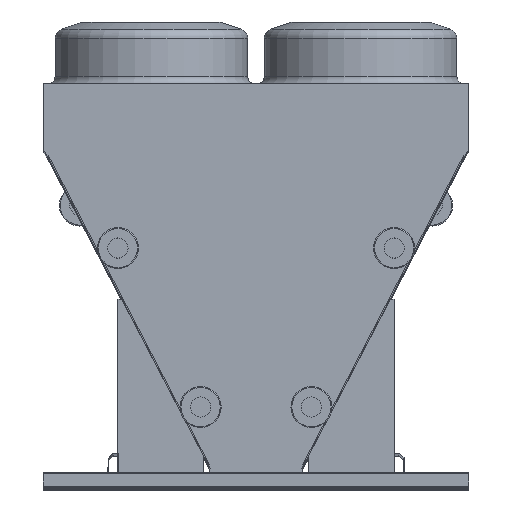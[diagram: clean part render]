
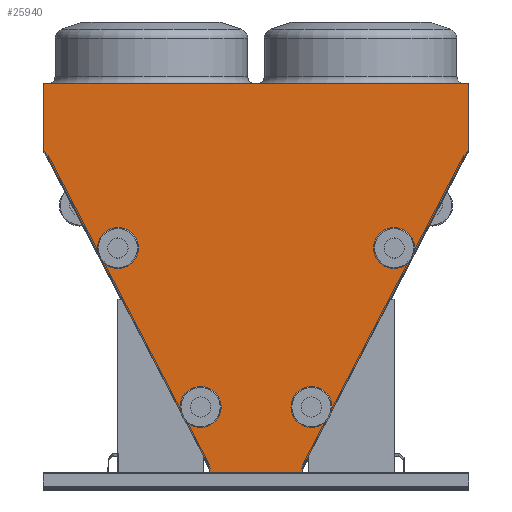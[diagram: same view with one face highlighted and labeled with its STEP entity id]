
A CAD part, top view. The second image highlights one B-rep face of the part: STEP entity #25940.
In plain terms, the highlighted planar face has unit normal (0, 0, 1).
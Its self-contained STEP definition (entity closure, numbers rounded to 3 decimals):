
#347 = DIRECTION ( 'NONE',  ( -0.463, 0.886, 0. ) ) ;
#1015 = CARTESIAN_POINT ( 'NONE',  ( 1136.15, 2083.62, 0. ) ) ;
#1569 = LINE ( 'NONE', #32583, #33144 ) ;
#1732 = DIRECTION ( 'NONE',  ( 0.462, 0.887, 0. ) ) ;
#1885 = ORIENTED_EDGE ( 'NONE', *, *, #23569, .T. ) ;
#2123 = DIRECTION ( 'NONE',  ( -1., 0., 0. ) ) ;
#2655 = EDGE_CURVE ( 'NONE', #29745, #33452, #37932, .T. ) ;
#2801 = VECTOR ( 'NONE', #27093, 1000. ) ;
#3139 = DIRECTION ( 'NONE',  ( 0.462, -0.887, 0. ) ) ;
#3166 = ORIENTED_EDGE ( 'NONE', *, *, #7808, .T. ) ;
#3410 = CARTESIAN_POINT ( 'NONE',  ( 279.893, 1.482, 0. ) ) ;
#3816 = LINE ( 'NONE', #29245, #10993 ) ;
#4000 = CARTESIAN_POINT ( 'NONE',  ( -1127.739, 1711.053, 0. ) ) ;
#5484 = CARTESIAN_POINT ( 'NONE',  ( 279.893, 0., 0. ) ) ;
#5557 = CARTESIAN_POINT ( 'NONE',  ( 246.893, 17.358, 0. ) ) ;
#6041 = ORIENTED_EDGE ( 'NONE', *, *, #10070, .T. ) ;
#6238 = DIRECTION ( 'NONE',  ( 0.462, 0.887, 0. ) ) ;
#6287 = VECTOR ( 'NONE', #7119, 1000. ) ;
#6453 = DIRECTION ( 'NONE',  ( 0., -1., 0. ) ) ;
#6521 = LINE ( 'NONE', #21582, #21809 ) ;
#6706 = ORIENTED_EDGE ( 'NONE', *, *, #39085, .T. ) ;
#7119 = DIRECTION ( 'NONE',  ( 0., 1., 0. ) ) ;
#7167 = ORIENTED_EDGE ( 'NONE', *, *, #13733, .T. ) ;
#7550 = DIRECTION ( 'NONE',  ( -1., 0., 0. ) ) ;
#7600 = VERTEX_POINT ( 'NONE', #38175 ) ;
#7808 = EDGE_CURVE ( 'NONE', #7995, #31125, #35301, .T. ) ;
#7822 = EDGE_CURVE ( 'NONE', #36191, #18430, #18078, .T. ) ;
#7995 = VERTEX_POINT ( 'NONE', #30957 ) ;
#8281 = LINE ( 'NONE', #3410, #15431 ) ;
#9590 = VECTOR ( 'NONE', #25365, 1000. ) ;
#9900 = ORIENTED_EDGE ( 'NONE', *, *, #27429, .T. ) ;
#9933 = VERTEX_POINT ( 'NONE', #11290 ) ;
#10070 = EDGE_CURVE ( 'NONE', #17639, #14328, #18840, .T. ) ;
#10080 = CARTESIAN_POINT ( 'NONE',  ( 1127.607, 1711.053, 0. ) ) ;
#10607 = CARTESIAN_POINT ( 'NONE',  ( -1136.282, 2083.62, 0. ) ) ;
#10993 = VECTOR ( 'NONE', #35371, 1000. ) ;
#11290 = CARTESIAN_POINT ( 'NONE',  ( -279.893, 0., 0. ) ) ;
#11652 = VECTOR ( 'NONE', #29590, 1000. ) ;
#12007 = CARTESIAN_POINT ( 'NONE',  ( -246.893, 17.358, 0. ) ) ;
#12678 = AXIS2_PLACEMENT_3D ( 'NONE', #38708, #20424, #2123 ) ;
#13422 = CARTESIAN_POINT ( 'NONE',  ( 246.893, 17.358, 0. ) ) ;
#13581 = CARTESIAN_POINT ( 'NONE',  ( -279.893, 0., 0. ) ) ;
#13676 = DIRECTION ( 'NONE',  ( -1., 0., 0. ) ) ;
#13733 = EDGE_CURVE ( 'NONE', #30326, #17639, #1569, .T. ) ;
#13969 = ORIENTED_EDGE ( 'NONE', *, *, #26448, .T. ) ;
#14281 = DIRECTION ( 'NONE',  ( 0.887, -0.462, 0. ) ) ;
#14328 = VERTEX_POINT ( 'NONE', #29470 ) ;
#14555 = FACE_OUTER_BOUND ( 'NONE', #25221, .T. ) ;
#14621 = VERTEX_POINT ( 'NONE', #37026 ) ;
#14932 = DIRECTION ( 'NONE',  ( 0., 1., 0. ) ) ;
#15431 = VECTOR ( 'NONE', #36933, 1000. ) ;
#15492 = CARTESIAN_POINT ( 'NONE',  ( 245.39, 20.232, 0. ) ) ;
#16242 = VECTOR ( 'NONE', #31867, 1000. ) ;
#17224 = CARTESIAN_POINT ( 'NONE',  ( -1136.282, 1727.462, 0. ) ) ;
#17548 = VECTOR ( 'NONE', #36169, 1000. ) ;
#17639 = VERTEX_POINT ( 'NONE', #10080 ) ;
#18078 = LINE ( 'NONE', #36276, #28157 ) ;
#18253 = EDGE_CURVE ( 'NONE', #7600, #31485, #34771, .T. ) ;
#18430 = VERTEX_POINT ( 'NONE', #18929 ) ;
#18572 = CARTESIAN_POINT ( 'NONE',  ( -1127.739, 1711.053, 0. ) ) ;
#18630 = ORIENTED_EDGE ( 'NONE', *, *, #18253, .T. ) ;
#18840 = LINE ( 'NONE', #20061, #26044 ) ;
#18847 = EDGE_CURVE ( 'NONE', #33452, #7600, #6521, .T. ) ;
#18929 = CARTESIAN_POINT ( 'NONE',  ( 279.893, 1.482, 0. ) ) ;
#19805 = EDGE_CURVE ( 'NONE', #20241, #30271, #37912, .T. ) ;
#19839 = LINE ( 'NONE', #37007, #26058 ) ;
#20043 = EDGE_CURVE ( 'NONE', #27664, #30326, #39314, .T. ) ;
#20061 = CARTESIAN_POINT ( 'NONE',  ( 1127.607, 1711.053, 0. ) ) ;
#20241 = VERTEX_POINT ( 'NONE', #25621 ) ;
#20424 = DIRECTION ( 'NONE',  ( 0., 0., -1. ) ) ;
#20644 = LINE ( 'NONE', #28497, #6287 ) ;
#21530 = EDGE_CURVE ( 'NONE', #14328, #36506, #20644, .T. ) ;
#21582 = CARTESIAN_POINT ( 'NONE',  ( -245.403, 20.223, 0. ) ) ;
#21657 = VECTOR ( 'NONE', #29538, 1000. ) ;
#21809 = VECTOR ( 'NONE', #3139, 1000. ) ;
#21896 = VECTOR ( 'NONE', #7550, 1000. ) ;
#22797 = EDGE_CURVE ( 'NONE', #14621, #9933, #25308, .T. ) ;
#23435 = CARTESIAN_POINT ( 'NONE',  ( -1127.739, 1711.053, 0. ) ) ;
#23569 = EDGE_CURVE ( 'NONE', #36506, #20241, #38148, .T. ) ;
#23907 = ORIENTED_EDGE ( 'NONE', *, *, #38921, .T. ) ;
#24062 = ORIENTED_EDGE ( 'NONE', *, *, #27903, .T. ) ;
#24454 = VECTOR ( 'NONE', #6453, 1000. ) ;
#25221 = EDGE_LOOP ( 'NONE', ( #35972, #23907, #37132, #38692, #18630, #24062, #13969, #37602, #6706, #33775, #9900, #3166, #34975, #35488, #7167, #6041, #29139, #1885 ) ) ;
#25308 = LINE ( 'NONE', #13581, #16242 ) ;
#25365 = DIRECTION ( 'NONE',  ( 0.462, -0.887, 0. ) ) ;
#25612 = EDGE_CURVE ( 'NONE', #31125, #27664, #19839, .T. ) ;
#25621 = CARTESIAN_POINT ( 'NONE',  ( -1136.282, 2083.62, 0. ) ) ;
#25940 = ADVANCED_FACE ( 'NONE', ( #14555 ), #29525, .F. ) ;
#26044 = VECTOR ( 'NONE', #1732, 1000. ) ;
#26058 = VECTOR ( 'NONE', #347, 1000. ) ;
#26448 = EDGE_CURVE ( 'NONE', #35902, #14621, #39310, .T. ) ;
#27093 = DIRECTION ( 'NONE',  ( 0., 1., 0. ) ) ;
#27429 = EDGE_CURVE ( 'NONE', #18430, #7995, #8281, .T. ) ;
#27664 = VERTEX_POINT ( 'NONE', #32125 ) ;
#27694 = CARTESIAN_POINT ( 'NONE',  ( -246.893, 17.358, 0. ) ) ;
#27903 = EDGE_CURVE ( 'NONE', #31485, #35902, #38790, .T. ) ;
#28157 = VECTOR ( 'NONE', #14932, 1000. ) ;
#28497 = CARTESIAN_POINT ( 'NONE',  ( 1136.15, 2083.62, 0. ) ) ;
#29139 = ORIENTED_EDGE ( 'NONE', *, *, #21530, .T. ) ;
#29245 = CARTESIAN_POINT ( 'NONE',  ( 279.893, 0., 0. ) ) ;
#29470 = CARTESIAN_POINT ( 'NONE',  ( 1136.15, 1727.462, 0. ) ) ;
#29525 = PLANE ( 'NONE',  #12678 ) ;
#29538 = DIRECTION ( 'NONE',  ( 0., -1., 0. ) ) ;
#29590 = DIRECTION ( 'NONE',  ( 0.887, 0.462, 0. ) ) ;
#29745 = VERTEX_POINT ( 'NONE', #18572 ) ;
#30266 = VECTOR ( 'NONE', #6238, 1000. ) ;
#30271 = VERTEX_POINT ( 'NONE', #36559 ) ;
#30326 = VERTEX_POINT ( 'NONE', #30722 ) ;
#30722 = CARTESIAN_POINT ( 'NONE',  ( 1126.218, 1711.776, 0. ) ) ;
#30957 = CARTESIAN_POINT ( 'NONE',  ( 246.893, 1.482, 0. ) ) ;
#31125 = VERTEX_POINT ( 'NONE', #13422 ) ;
#31212 = VECTOR ( 'NONE', #13676, 1000. ) ;
#31485 = VERTEX_POINT ( 'NONE', #31851 ) ;
#31851 = CARTESIAN_POINT ( 'NONE',  ( -246.893, 17.358, 0. ) ) ;
#31867 = DIRECTION ( 'NONE',  ( 0., -1., 0. ) ) ;
#31953 = CARTESIAN_POINT ( 'NONE',  ( -279.893, 1.482, 0. ) ) ;
#32125 = CARTESIAN_POINT ( 'NONE',  ( 245.39, 20.232, 0. ) ) ;
#32583 = CARTESIAN_POINT ( 'NONE',  ( 1127.607, 1711.053, 0. ) ) ;
#32979 = LINE ( 'NONE', #4000, #9590 ) ;
#33144 = VECTOR ( 'NONE', #14281, 1000. ) ;
#33452 = VERTEX_POINT ( 'NONE', #39415 ) ;
#33775 = ORIENTED_EDGE ( 'NONE', *, *, #7822, .T. ) ;
#34771 = LINE ( 'NONE', #12007, #17548 ) ;
#34975 = ORIENTED_EDGE ( 'NONE', *, *, #25612, .T. ) ;
#35301 = LINE ( 'NONE', #5557, #2801 ) ;
#35371 = DIRECTION ( 'NONE',  ( 1., 0., 0. ) ) ;
#35488 = ORIENTED_EDGE ( 'NONE', *, *, #20043, .T. ) ;
#35902 = VERTEX_POINT ( 'NONE', #37447 ) ;
#35972 = ORIENTED_EDGE ( 'NONE', *, *, #19805, .T. ) ;
#36169 = DIRECTION ( 'NONE',  ( -0.461, -0.887, 0. ) ) ;
#36191 = VERTEX_POINT ( 'NONE', #5484 ) ;
#36276 = CARTESIAN_POINT ( 'NONE',  ( 279.893, 0., 0. ) ) ;
#36506 = VERTEX_POINT ( 'NONE', #1015 ) ;
#36559 = CARTESIAN_POINT ( 'NONE',  ( -1136.282, 1727.462, 0. ) ) ;
#36933 = DIRECTION ( 'NONE',  ( -1., 0., 0. ) ) ;
#37007 = CARTESIAN_POINT ( 'NONE',  ( 246.893, 17.358, 0. ) ) ;
#37026 = CARTESIAN_POINT ( 'NONE',  ( -279.893, 1.482, 0. ) ) ;
#37132 = ORIENTED_EDGE ( 'NONE', *, *, #2655, .T. ) ;
#37447 = CARTESIAN_POINT ( 'NONE',  ( -246.893, 1.482, 0. ) ) ;
#37602 = ORIENTED_EDGE ( 'NONE', *, *, #22797, .T. ) ;
#37912 = LINE ( 'NONE', #17224, #21657 ) ;
#37932 = LINE ( 'NONE', #23435, #11652 ) ;
#38148 = LINE ( 'NONE', #10607, #21896 ) ;
#38175 = CARTESIAN_POINT ( 'NONE',  ( -245.403, 20.223, 0. ) ) ;
#38692 = ORIENTED_EDGE ( 'NONE', *, *, #18847, .T. ) ;
#38708 = CARTESIAN_POINT ( 'NONE',  ( 0., 0., 0. ) ) ;
#38790 = LINE ( 'NONE', #27694, #24454 ) ;
#38921 = EDGE_CURVE ( 'NONE', #30271, #29745, #32979, .T. ) ;
#39085 = EDGE_CURVE ( 'NONE', #9933, #36191, #3816, .T. ) ;
#39310 = LINE ( 'NONE', #31953, #31212 ) ;
#39314 = LINE ( 'NONE', #15492, #30266 ) ;
#39415 = CARTESIAN_POINT ( 'NONE',  ( -1126.246, 1711.83, 0. ) ) ;
